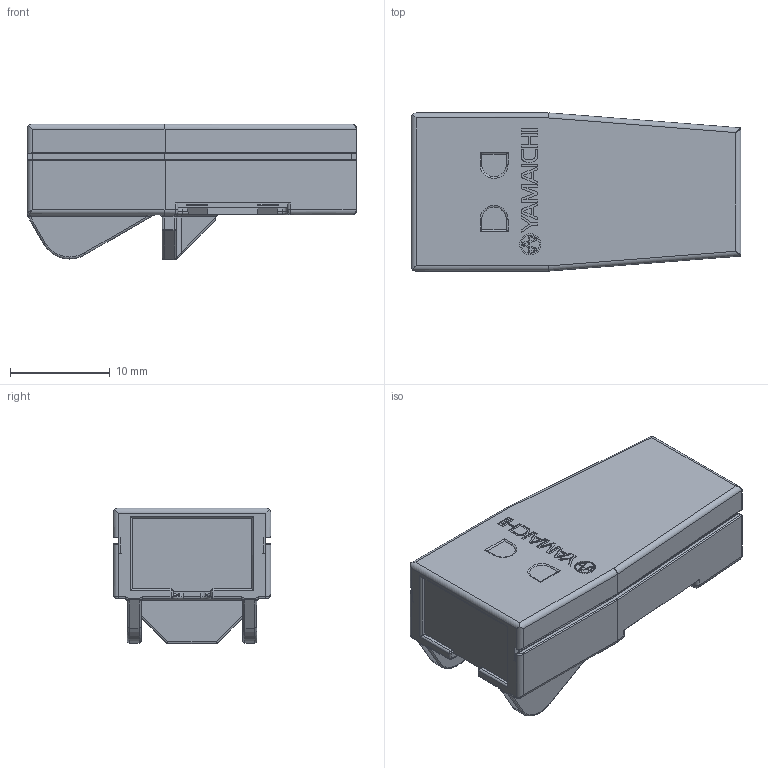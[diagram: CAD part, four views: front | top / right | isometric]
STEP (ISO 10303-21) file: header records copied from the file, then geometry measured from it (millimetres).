
FILE_DESCRIPTION (( 'STEP AP203' ), '1' );
FILE_NAME ('Customer-BB2777A07_82-00789.STEP', '2021-02-24T17:34:33', ( '' ), ( '' ), 'SwSTEP 2.0', 'SolidWorks 2018', '' );
FILE_SCHEMA (( 'CONFIG_CONTROL_DESIGN' ));
Length unit declared in the file: millimetre
Products named in the file (1): Customer-BB2777A07_82-00789
Bounding box: 33 x 15.8 x 13.6 mm (x, y, z)
Volume: 4495.3 mm3; surface area: 2195.1 mm2
Topology: 1 solids, 1 shells, 500 faces, 1235 edges, 740 vertices
Faces by surface type: plane 222, cylinder 174, bspline 44, torus 36, sphere 24
Entity records: 15618 total; most frequent: CARTESIAN_POINT 4247, ORIENTED_EDGE 2422, DIRECTION 2251, EDGE_CURVE 1211, LINE 755, VECTOR 755, AXIS2_PLACEMENT_3D 748, VERTEX_POINT 740
